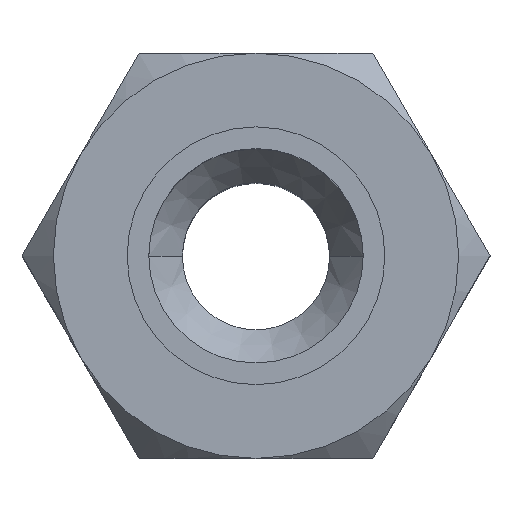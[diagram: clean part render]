
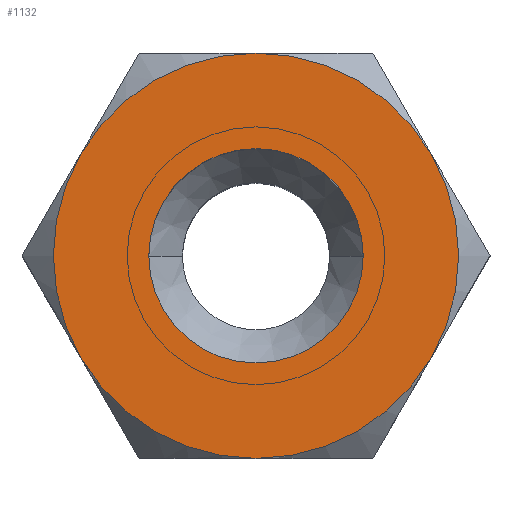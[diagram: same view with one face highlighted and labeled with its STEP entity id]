
A CAD part, top view. The second image highlights one B-rep face of the part: STEP entity #1132.
In plain terms, the highlighted planar face has unit normal (0, 0, 1).
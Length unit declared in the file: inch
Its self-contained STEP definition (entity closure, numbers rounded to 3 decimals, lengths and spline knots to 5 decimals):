
#323=CARTESIAN_POINT('',(0.,0.,0.2185));
#324=DIRECTION('',(0.,0.,-1.));
#325=DIRECTION('',(1.,0.,0.));
#326=AXIS2_PLACEMENT_3D('',#323,#324,#325);
#331=CARTESIAN_POINT('',(0.,0.,0.2185));
#332=DIRECTION('',(0.,0.,-1.));
#333=DIRECTION('',(-1.,0.,0.));
#334=AXIS2_PLACEMENT_3D('',#331,#332,#333);
#339=CARTESIAN_POINT('',(0.,0.,0.2185));
#340=DIRECTION('',(0.,0.,-1.));
#341=DIRECTION('',(0.866,-0.5,0.));
#342=AXIS2_PLACEMENT_3D('',#339,#340,#341);
#347=CARTESIAN_POINT('',(0.,0.,0.2185));
#348=DIRECTION('',(0.,0.,-1.));
#349=DIRECTION('',(0.,-1.,0.));
#350=AXIS2_PLACEMENT_3D('',#347,#348,#349);
#355=CARTESIAN_POINT('',(0.,0.,0.2185));
#356=DIRECTION('',(0.,0.,-1.));
#357=DIRECTION('',(-0.866,0.5,0.));
#358=AXIS2_PLACEMENT_3D('',#355,#356,#357);
#363=CARTESIAN_POINT('',(0.,0.,0.2185));
#364=DIRECTION('',(0.,0.,-1.));
#365=DIRECTION('',(0.,1.,0.));
#366=AXIS2_PLACEMENT_3D('',#363,#364,#365);
#385=CARTESIAN_POINT('',(0.,0.,0.2185));
#386=DIRECTION('',(0.,0.,1.));
#387=DIRECTION('',(-0.866,0.5,0.));
#388=AXIS2_PLACEMENT_3D('',#385,#386,#387);
#393=CARTESIAN_POINT('',(0.,0.,0.2185));
#394=DIRECTION('',(0.,0.,1.));
#395=DIRECTION('',(0.866,-0.5,0.));
#396=AXIS2_PLACEMENT_3D('',#393,#394,#395);
#408=CARTESIAN_POINT('',(-0.29791,-0.172,0.2185));
#465=CARTESIAN_POINT('',(0.,-0.344,0.2185));
#522=CARTESIAN_POINT('',(0.29791,-0.172,0.2185));
#579=CARTESIAN_POINT('',(0.29791,0.172,0.2185));
#636=CARTESIAN_POINT('',(0.,0.344,0.2185));
#693=CARTESIAN_POINT('',(-0.29791,0.172,0.2185));
#795=CARTESIAN_POINT('',(0.182,0.,0.2185));
#796=CARTESIAN_POINT('',(-0.182,0.,0.2185));
#797=VERTEX_POINT('',#795);
#798=VERTEX_POINT('',#796);
#804=VERTEX_POINT('',#636);
#808=VERTEX_POINT('',#693);
#812=VERTEX_POINT('',#408);
#816=VERTEX_POINT('',#465);
#820=VERTEX_POINT('',#522);
#824=VERTEX_POINT('',#579);
#1108=CARTESIAN_POINT('',(0.,0.,0.2185));
#1109=DIRECTION('',(0.,0.,1.));
#1110=DIRECTION('',(1.,0.,0.));
#1111=AXIS2_PLACEMENT_3D('',#1108,#1109,#1110);
#1112=PLANE('',#1111);
#1114=ORIENTED_EDGE('',*,*,#1113,.F.);
#1116=ORIENTED_EDGE('',*,*,#1115,.T.);
#1118=ORIENTED_EDGE('',*,*,#1117,.T.);
#1120=ORIENTED_EDGE('',*,*,#1119,.F.);
#1122=ORIENTED_EDGE('',*,*,#1121,.T.);
#1124=ORIENTED_EDGE('',*,*,#1123,.T.);
#1125=EDGE_LOOP('',(#1114,#1116,#1118,#1120,#1122,#1124));
#1126=FACE_OUTER_BOUND('',#1125,.F.);
#1127=ORIENTED_EDGE('',*,*,#1098,.F.);
#1129=ORIENTED_EDGE('',*,*,#1128,.F.);
#1130=EDGE_LOOP('',(#1127,#1129));
#1131=FACE_BOUND('',#1130,.F.);
#327=CIRCLE('',#326,0.182);
#335=CIRCLE('',#334,0.182);
#343=CIRCLE('',#342,0.344);
#351=CIRCLE('',#350,0.344);
#359=CIRCLE('',#358,0.344);
#367=CIRCLE('',#366,0.344);
#389=CIRCLE('',#388,0.344);
#397=CIRCLE('',#396,0.344);
#1098=EDGE_CURVE('',#797,#798,#327,.T.);
#1113=EDGE_CURVE('',#820,#824,#397,.T.);
#1115=EDGE_CURVE('',#820,#816,#343,.T.);
#1117=EDGE_CURVE('',#816,#812,#351,.T.);
#1119=EDGE_CURVE('',#808,#812,#389,.T.);
#1121=EDGE_CURVE('',#808,#804,#359,.T.);
#1123=EDGE_CURVE('',#804,#824,#367,.T.);
#1128=EDGE_CURVE('',#798,#797,#335,.T.);
#1132=ADVANCED_FACE('',(#1126,#1131),#1112,.T.);
